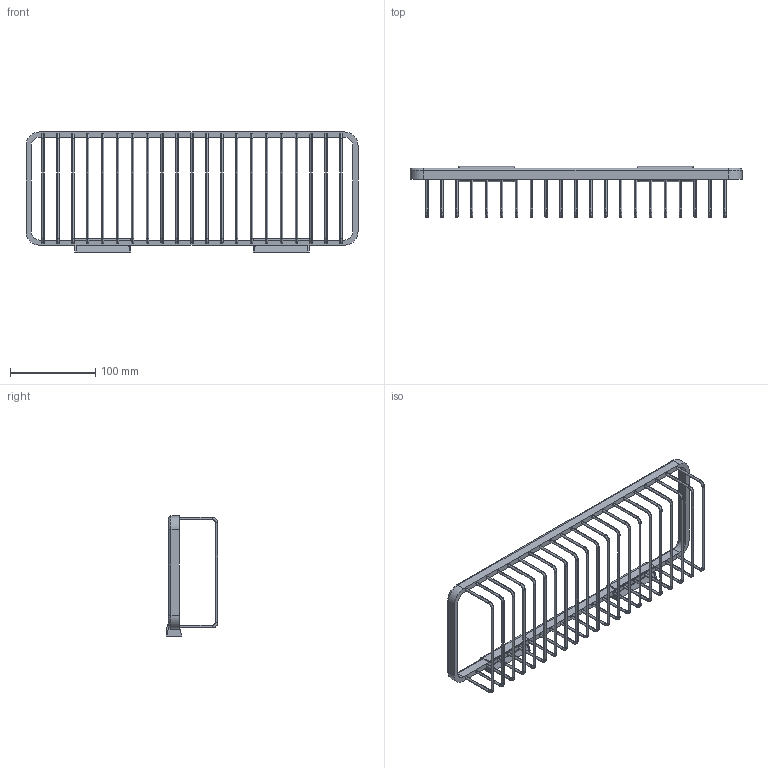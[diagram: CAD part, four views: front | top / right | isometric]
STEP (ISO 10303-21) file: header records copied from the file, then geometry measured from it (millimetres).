
FILE_DESCRIPTION((''),'2;1');
FILE_NAME('552G_ASM','2022-01-13T11:17:24',('rsmith'),(''),'CREO PARAMETRIC BY PTC INC, 2018400','CREO PARAMETRIC BY PTC INC, 2018400','');
FILE_SCHEMA(('AUTOMOTIVE_DESIGN { 1 0 10303 214 1 1 1 1 }'));
Length unit declared in the file: inch
Products named in the file (5): 55XX; 55XC; 55CC_ASM; 7-781; 552G_ASM
Assembly tree (5 placements, depth 3):
  552G_ASM
    55CC_ASM  x2
      55XX
      55XC
    7-781
Bounding box: 389.99 x 60.64 x 141 mm (x, y, z)
Volume: 117749.6 mm3; surface area: 94060.7 mm2
Topology: 5 solids, 5 shells, 383 faces, 888 edges, 524 vertices
Faces by surface type: cylinder 186, torus 88, plane 77, cone 24, bspline 8
Entity records: 11589 total; most frequent: CARTESIAN_POINT 1895, DIRECTION 1787, ORIENTED_EDGE 1462, AXIS2_PLACEMENT_3D 757, EDGE_CURVE 731, PRESENTATION_STYLE_ASSIGNMENT 575, STYLED_ITEM 575, CURVE_STYLE 574
